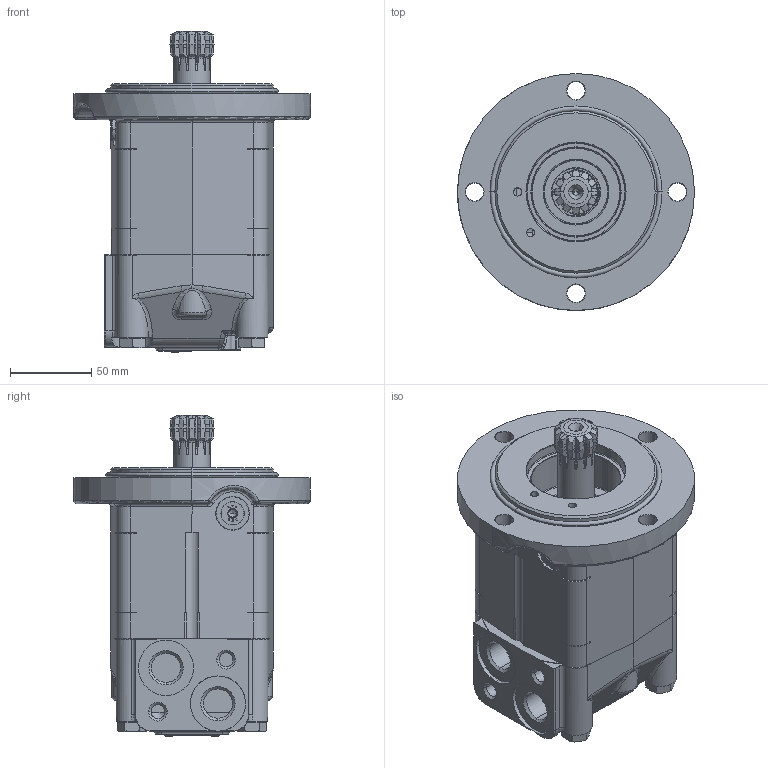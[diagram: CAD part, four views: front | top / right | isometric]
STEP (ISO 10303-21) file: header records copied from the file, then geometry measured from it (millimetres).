
FILE_DESCRIPTION((''),'2;1');
FILE_NAME('360XXXSH300ZAAAAS_SW0001','2021-05-25T',('U374100'),(''),'CREO PARAMETRIC BY PTC INC, 2015480','CREO PARAMETRIC BY PTC INC, 2015480','');
FILE_SCHEMA(('CONFIG_CONTROL_DESIGN'));
Products named in the file (1): 360XXXSH300ZAAAAS_SW0001
Bounding box: 146 x 146 x 198.21 mm (x, y, z)
Volume: 934699.8 mm3; surface area: 191683.4 mm2
Topology: 6 solids, 7 shells, 1502 faces, 4060 edges, 2544 vertices
Faces by surface type: cylinder 413, plane 362, bspline 257, cone 189, torus 127, extrusion 122, revolution 24, sphere 8
Entity records: 117456 total; most frequent: CARTESIAN_POINT 82891, ORIENTED_EDGE 8076, DIRECTION 5806, EDGE_CURVE 4038, VERTEX_POINT 2573, AXIS2_PLACEMENT_3D 2113, B_SPLINE_CURVE_WITH_KNOTS 1736, EDGE_LOOP 1593
